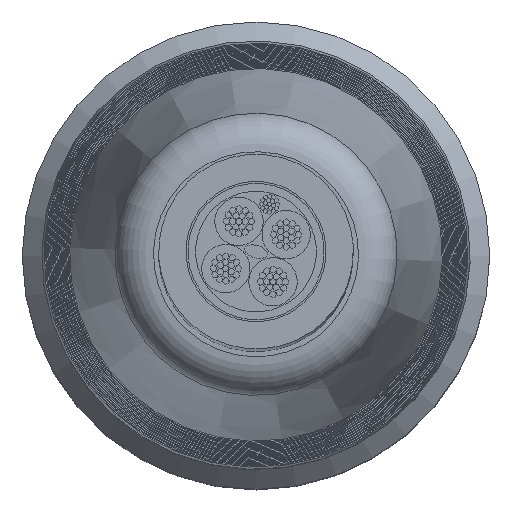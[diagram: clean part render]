
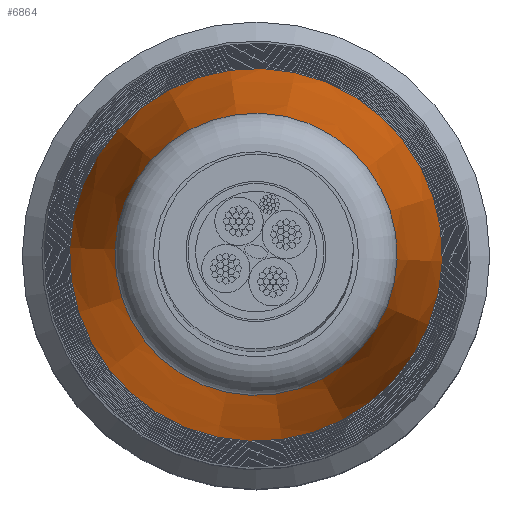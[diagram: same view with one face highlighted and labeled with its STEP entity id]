
A CAD part, top view. The second image highlights one B-rep face of the part: STEP entity #6864.
In plain terms, the highlighted conical face has half-angle 8.13 degrees and reference radius 5.715 mm.
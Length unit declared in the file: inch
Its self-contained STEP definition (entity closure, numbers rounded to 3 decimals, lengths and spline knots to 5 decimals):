
#277=FACE_BOUND('',#1673,.T.);
#352=CONICAL_SURFACE('',#7769,0.225,8.13);
#1028=FACE_OUTER_BOUND('',#1672,.T.);
#1672=EDGE_LOOP('',(#5580));
#1673=EDGE_LOOP('',(#5581));
#2653=CIRCLE('',#7767,0.18113);
#2655=CIRCLE('',#7770,0.23929);
#3146=VERTEX_POINT('',#12243);
#3148=VERTEX_POINT('',#12248);
#3932=EDGE_CURVE('',#3146,#3146,#2653,.T.);
#3934=EDGE_CURVE('',#3148,#3148,#2655,.T.);
#5580=ORIENTED_EDGE('',*,*,#3934,.T.);
#5581=ORIENTED_EDGE('',*,*,#3932,.F.);
#6864=ADVANCED_FACE('',(#1028,#277),#352,.T.);
#7767=AXIS2_PLACEMENT_3D('',#12244,#9771,#9772);
#7769=AXIS2_PLACEMENT_3D('',#12247,#9775,#9776);
#7770=AXIS2_PLACEMENT_3D('',#12249,#9777,#9778);
#9771=DIRECTION('center_axis',(0.,0.,
1.));
#9772=DIRECTION('ref_axis',(-0.951,-0.308,0.));
#9775=DIRECTION('center_axis',(0.,0.,
-1.));
#9776=DIRECTION('ref_axis',(0.951,0.308,0.));
#9777=DIRECTION('center_axis',(0.,0.,
1.));
#9778=DIRECTION('ref_axis',(0.951,0.308,0.));
#12243=CARTESIAN_POINT('',(0.17233,0.05578,1.57807));
#12244=CARTESIAN_POINT('Origin',(0.,0.,
1.57807));
#12247=CARTESIAN_POINT('Origin',(0.,0.,
1.271));
#12248=CARTESIAN_POINT('',(-0.22766,-0.07369,1.171));
#12249=CARTESIAN_POINT('Origin',(0.,0.,
1.171));
